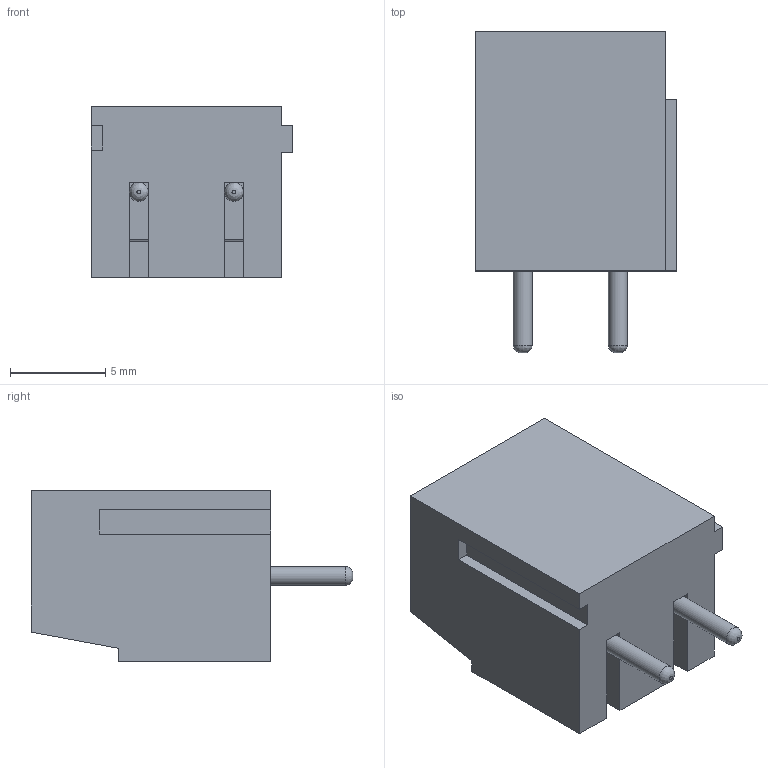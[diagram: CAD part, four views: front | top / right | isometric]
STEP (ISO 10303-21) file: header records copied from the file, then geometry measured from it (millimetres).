
FILE_DESCRIPTION(/* description */ (''),/* implementation_level */ '2;1');
FILE_NAME(/* name */ 'Screw Terminal Block 5mm v1.step',/* time_stamp */ '2018-10-13T10:28:16-05:00',/* author */ ('vgmcn3'),/* organization */ (''),/* preprocessor_version */ 'ST-DEVELOPER v17.2',/* originating_system */ 'Autodesk Translation Framework v7.6.0.251',/* authorisation */ '');
FILE_SCHEMA (('AUTOMOTIVE_DESIGN { 1 0 10303 214 3 1 1 }'));
Length unit declared in the file: millimetre
Products named in the file (1): Screw Terminal Block 5mm
Bounding box: 10.6 x 16.9 x 9 mm (x, y, z)
Volume: 823.3 mm3; surface area: 1079.8 mm2
Topology: 1 solids, 1 shells, 122 faces, 308 edges, 194 vertices
Faces by surface type: plane 102, cylinder 10, sphere 4, cone 4, bspline 2
Full cylindrical faces by diameter (mm): 0.998 x2, 2 x2, 3 x2, 3.85 x2
Entity records: 3775 total; most frequent: CARTESIAN_POINT 693, ORIENTED_EDGE 616, DIRECTION 614, EDGE_CURVE 308, LINE 228, VECTOR 228, VERTEX_POINT 194, AXIS2_PLACEMENT_3D 193
